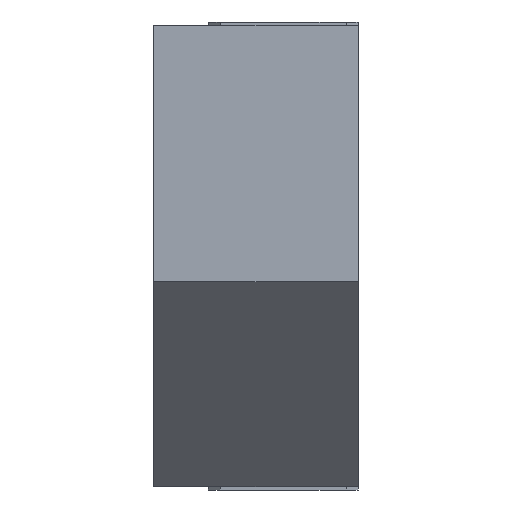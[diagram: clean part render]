
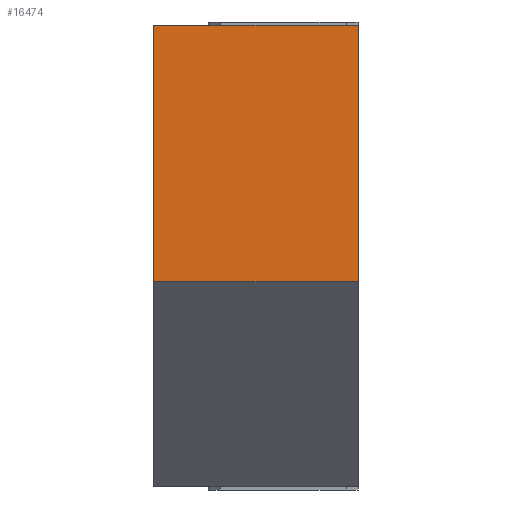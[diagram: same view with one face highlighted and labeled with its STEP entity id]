
A CAD part, left-side view. The second image highlights one B-rep face of the part: STEP entity #16474.
In plain terms, the highlighted planar face has unit normal (-1, 0, 0).
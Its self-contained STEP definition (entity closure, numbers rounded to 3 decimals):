
#666 = VERTEX_POINT ( 'NONE', #11711 ) ;
#1891 = VERTEX_POINT ( 'NONE', #10047 ) ;
#1988 = VECTOR ( 'NONE', #6513, 1000. ) ;
#2590 = EDGE_LOOP ( 'NONE', ( #17283, #10713, #19690, #21299 ) ) ;
#3306 = DIRECTION ( 'NONE',  ( 0., 0., -1. ) ) ;
#4356 = VERTEX_POINT ( 'NONE', #25425 ) ;
#4634 = EDGE_CURVE ( 'NONE', #17783, #4356, #7856, .T. ) ;
#5696 = CARTESIAN_POINT ( 'NONE',  ( -26.176, 79.184, 124.571 ) ) ;
#6099 = DIRECTION ( 'NONE',  ( 0., 0., 1. ) ) ;
#6249 = CARTESIAN_POINT ( 'NONE',  ( -26.176, 48.704, 124.571 ) ) ;
#6513 = DIRECTION ( 'NONE',  ( 0., 0., 1. ) ) ;
#6854 = CARTESIAN_POINT ( 'NONE',  ( -26.176, 79.184, 124.063 ) ) ;
#7723 = CARTESIAN_POINT ( 'NONE',  ( -26.176, 79.184, 85.836 ) ) ;
#7786 = PLANE ( 'NONE',  #16464 ) ;
#7856 = LINE ( 'NONE', #7723, #13161 ) ;
#8482 = LINE ( 'NONE', #23232, #25436 ) ;
#8820 = DIRECTION ( 'NONE',  ( 0., -1., 0. ) ) ;
#10047 = CARTESIAN_POINT ( 'NONE',  ( -26.176, 48.704, 124.063 ) ) ;
#10713 = ORIENTED_EDGE ( 'NONE', *, *, #16514, .F. ) ;
#11711 = CARTESIAN_POINT ( 'NONE',  ( -26.176, 79.184, 124.063 ) ) ;
#12700 = LINE ( 'NONE', #6249, #1988 ) ;
#13161 = VECTOR ( 'NONE', #24422, 1000. ) ;
#14867 = EDGE_CURVE ( 'NONE', #666, #1891, #19632, .T. ) ;
#16464 = AXIS2_PLACEMENT_3D ( 'NONE', #5696, #26741, #3306 ) ;
#16474 = ADVANCED_FACE ( 'NONE', ( #24912 ), #7786, .F. ) ;
#16514 = EDGE_CURVE ( 'NONE', #17783, #666, #8482, .T. ) ;
#16633 = CARTESIAN_POINT ( 'NONE',  ( -26.176, 79.184, 85.836 ) ) ;
#17283 = ORIENTED_EDGE ( 'NONE', *, *, #14867, .F. ) ;
#17783 = VERTEX_POINT ( 'NONE', #16633 ) ;
#17814 = EDGE_CURVE ( 'NONE', #4356, #1891, #12700, .T. ) ;
#19632 = LINE ( 'NONE', #6854, #23556 ) ;
#19690 = ORIENTED_EDGE ( 'NONE', *, *, #4634, .T. ) ;
#21299 = ORIENTED_EDGE ( 'NONE', *, *, #17814, .T. ) ;
#23232 = CARTESIAN_POINT ( 'NONE',  ( -26.176, 79.184, 124.571 ) ) ;
#23556 = VECTOR ( 'NONE', #8820, 1000. ) ;
#24422 = DIRECTION ( 'NONE',  ( 0., -1., 0. ) ) ;
#24912 = FACE_OUTER_BOUND ( 'NONE', #2590, .T. ) ;
#25425 = CARTESIAN_POINT ( 'NONE',  ( -26.176, 48.704, 85.836 ) ) ;
#25436 = VECTOR ( 'NONE', #6099, 1000. ) ;
#26741 = DIRECTION ( 'NONE',  ( 1., 0., 0. ) ) ;
